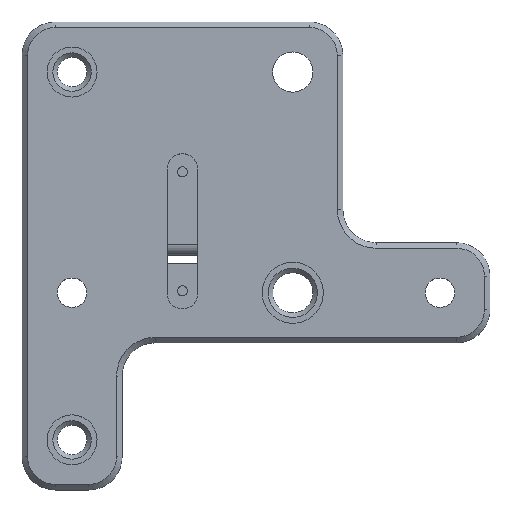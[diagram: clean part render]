
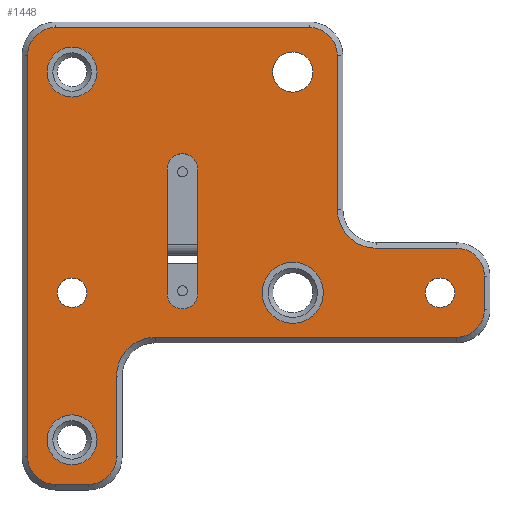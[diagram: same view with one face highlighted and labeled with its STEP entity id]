
A CAD part, top view. The second image highlights one B-rep face of the part: STEP entity #1448.
In plain terms, the highlighted planar face has unit normal (0, 0, 1).
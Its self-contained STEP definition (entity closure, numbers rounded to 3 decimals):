
#52=FACE_BOUND('',#289,.T.);
#53=FACE_BOUND('',#290,.T.);
#54=FACE_BOUND('',#291,.T.);
#55=FACE_BOUND('',#292,.T.);
#56=FACE_BOUND('',#293,.T.);
#57=FACE_BOUND('',#294,.T.);
#58=FACE_BOUND('',#295,.T.);
#97=PLANE('',#1627);
#185=FACE_OUTER_BOUND('',#288,.T.);
#288=EDGE_LOOP('',(#1306,#1307,#1308,#1309,#1310,#1311,#1312,#1313,#1314,
#1315,#1316,#1317,#1318,#1319,#1320,#1321));
#289=EDGE_LOOP('',(#1322,#1323,#1324,#1325));
#290=EDGE_LOOP('',(#1326));
#291=EDGE_LOOP('',(#1327));
#292=EDGE_LOOP('',(#1328));
#293=EDGE_LOOP('',(#1329));
#294=EDGE_LOOP('',(#1330));
#295=EDGE_LOOP('',(#1331));
#305=LINE('',#2110,#427);
#308=LINE('',#2119,#430);
#385=LINE('',#2401,#507);
#389=LINE('',#2413,#511);
#393=LINE('',#2425,#515);
#397=LINE('',#2437,#519);
#401=LINE('',#2448,#523);
#405=LINE('',#2457,#527);
#408=LINE('',#2465,#530);
#411=LINE('',#2473,#533);
#427=VECTOR('',#1651,10.);
#430=VECTOR('',#1660,10.);
#507=VECTOR('',#1977,10.);
#511=VECTOR('',#1989,10.);
#515=VECTOR('',#2001,10.);
#519=VECTOR('',#2013,10.);
#523=VECTOR('',#2025,10.);
#527=VECTOR('',#2035,10.);
#530=VECTOR('',#2044,10.);
#533=VECTOR('',#2053,10.);
#541=CIRCLE('',#1465,2.75);
#549=CIRCLE('',#1477,2.75);
#557=CIRCLE('',#1497,2.65);
#562=CIRCLE('',#1505,3.62);
#567=CIRCLE('',#1513,2.65);
#583=CIRCLE('',#1542,4.5);
#584=CIRCLE('',#1544,5.5);
#585=CIRCLE('',#1546,4.5);
#607=CIRCLE('',#1595,5.);
#609=CIRCLE('',#1599,5.);
#611=CIRCLE('',#1603,5.);
#613=CIRCLE('',#1607,7.);
#614=CIRCLE('',#1610,5.);
#615=CIRCLE('',#1613,5.);
#616=CIRCLE('',#1616,7.);
#617=CIRCLE('',#1619,5.);
#618=VERTEX_POINT('',#2085);
#619=VERTEX_POINT('',#2086);
#629=VERTEX_POINT('',#2108);
#632=VERTEX_POINT('',#2118);
#646=VERTEX_POINT('',#2170);
#651=VERTEX_POINT('',#2185);
#656=VERTEX_POINT('',#2200);
#672=VERTEX_POINT('',#2255);
#673=VERTEX_POINT('',#2259);
#674=VERTEX_POINT('',#2263);
#716=VERTEX_POINT('',#2398);
#717=VERTEX_POINT('',#2400);
#719=VERTEX_POINT('',#2406);
#721=VERTEX_POINT('',#2411);
#723=VERTEX_POINT('',#2418);
#725=VERTEX_POINT('',#2423);
#727=VERTEX_POINT('',#2430);
#729=VERTEX_POINT('',#2435);
#731=VERTEX_POINT('',#2442);
#732=VERTEX_POINT('',#2446);
#733=VERTEX_POINT('',#2451);
#734=VERTEX_POINT('',#2455);
#735=VERTEX_POINT('',#2459);
#736=VERTEX_POINT('',#2463);
#737=VERTEX_POINT('',#2467);
#738=VERTEX_POINT('',#2471);
#739=EDGE_CURVE('',#618,#619,#541,.T.);
#751=EDGE_CURVE('',#618,#629,#305,.T.);
#755=EDGE_CURVE('',#632,#619,#308,.T.);
#764=EDGE_CURVE('',#632,#629,#549,.T.);
#780=EDGE_CURVE('',#646,#646,#557,.T.);
#787=EDGE_CURVE('',#651,#651,#562,.T.);
#794=EDGE_CURVE('',#656,#656,#567,.T.);
#820=EDGE_CURVE('',#672,#672,#583,.T.);
#822=EDGE_CURVE('',#673,#673,#584,.T.);
#824=EDGE_CURVE('',#674,#674,#585,.T.);
#892=EDGE_CURVE('',#716,#717,#385,.T.);
#896=EDGE_CURVE('',#719,#716,#607,.T.);
#898=EDGE_CURVE('',#721,#719,#389,.T.);
#902=EDGE_CURVE('',#723,#721,#609,.T.);
#904=EDGE_CURVE('',#725,#723,#393,.T.);
#908=EDGE_CURVE('',#727,#725,#611,.T.);
#910=EDGE_CURVE('',#729,#727,#397,.T.);
#914=EDGE_CURVE('',#731,#729,#613,.T.);
#916=EDGE_CURVE('',#732,#731,#401,.T.);
#919=EDGE_CURVE('',#733,#732,#614,.T.);
#921=EDGE_CURVE('',#734,#733,#405,.T.);
#923=EDGE_CURVE('',#735,#734,#615,.T.);
#925=EDGE_CURVE('',#736,#735,#408,.T.);
#927=EDGE_CURVE('',#737,#736,#616,.T.);
#929=EDGE_CURVE('',#738,#737,#411,.T.);
#930=EDGE_CURVE('',#717,#738,#617,.T.);
#1306=ORIENTED_EDGE('',*,*,#892,.F.);
#1307=ORIENTED_EDGE('',*,*,#896,.F.);
#1308=ORIENTED_EDGE('',*,*,#898,.F.);
#1309=ORIENTED_EDGE('',*,*,#902,.F.);
#1310=ORIENTED_EDGE('',*,*,#904,.F.);
#1311=ORIENTED_EDGE('',*,*,#908,.F.);
#1312=ORIENTED_EDGE('',*,*,#910,.F.);
#1313=ORIENTED_EDGE('',*,*,#914,.F.);
#1314=ORIENTED_EDGE('',*,*,#916,.F.);
#1315=ORIENTED_EDGE('',*,*,#919,.F.);
#1316=ORIENTED_EDGE('',*,*,#921,.F.);
#1317=ORIENTED_EDGE('',*,*,#923,.F.);
#1318=ORIENTED_EDGE('',*,*,#925,.F.);
#1319=ORIENTED_EDGE('',*,*,#927,.F.);
#1320=ORIENTED_EDGE('',*,*,#929,.F.);
#1321=ORIENTED_EDGE('',*,*,#930,.F.);
#1322=ORIENTED_EDGE('',*,*,#755,.T.);
#1323=ORIENTED_EDGE('',*,*,#739,.F.);
#1324=ORIENTED_EDGE('',*,*,#751,.T.);
#1325=ORIENTED_EDGE('',*,*,#764,.F.);
#1326=ORIENTED_EDGE('',*,*,#820,.T.);
#1327=ORIENTED_EDGE('',*,*,#822,.T.);
#1328=ORIENTED_EDGE('',*,*,#824,.T.);
#1329=ORIENTED_EDGE('',*,*,#787,.T.);
#1330=ORIENTED_EDGE('',*,*,#794,.T.);
#1331=ORIENTED_EDGE('',*,*,#780,.T.);
#1448=ADVANCED_FACE('',(#185,#52,#53,#54,#55,#56,#57,#58),#97,.T.);
#1465=AXIS2_PLACEMENT_3D('',#2087,#1633,#1634);
#1477=AXIS2_PLACEMENT_3D('',#2135,#1674,#1675);
#1497=AXIS2_PLACEMENT_3D('',#2171,#1722,#1723);
#1505=AXIS2_PLACEMENT_3D('',#2186,#1740,#1741);
#1513=AXIS2_PLACEMENT_3D('',#2201,#1758,#1759);
#1542=AXIS2_PLACEMENT_3D('',#2256,#1826,#1827);
#1544=AXIS2_PLACEMENT_3D('',#2260,#1831,#1832);
#1546=AXIS2_PLACEMENT_3D('',#2264,#1836,#1837);
#1595=AXIS2_PLACEMENT_3D('',#2408,#1984,#1985);
#1599=AXIS2_PLACEMENT_3D('',#2420,#1996,#1997);
#1603=AXIS2_PLACEMENT_3D('',#2432,#2008,#2009);
#1607=AXIS2_PLACEMENT_3D('',#2444,#2020,#2021);
#1610=AXIS2_PLACEMENT_3D('',#2453,#2030,#2031);
#1613=AXIS2_PLACEMENT_3D('',#2461,#2039,#2040);
#1616=AXIS2_PLACEMENT_3D('',#2469,#2048,#2049);
#1619=AXIS2_PLACEMENT_3D('',#2475,#2056,#2057);
#1627=AXIS2_PLACEMENT_3D('',#2490,#2079,#2080);
#1633=DIRECTION('center_axis',(0.,0.,1.));
#1634=DIRECTION('ref_axis',(-1.,0.,0.));
#1651=DIRECTION('',(0.,1.,0.));
#1660=DIRECTION('',(0.,-1.,0.));
#1674=DIRECTION('center_axis',(0.,0.,1.));
#1675=DIRECTION('ref_axis',(-1.,0.,0.));
#1722=DIRECTION('center_axis',(0.,0.,-1.));
#1723=DIRECTION('ref_axis',(1.,0.,0.));
#1740=DIRECTION('center_axis',(0.,0.,-1.));
#1741=DIRECTION('ref_axis',(1.,0.,0.));
#1758=DIRECTION('center_axis',(0.,0.,-1.));
#1759=DIRECTION('ref_axis',(1.,0.,0.));
#1826=DIRECTION('center_axis',(0.,0.,-1.));
#1827=DIRECTION('ref_axis',(1.,0.,0.));
#1831=DIRECTION('center_axis',(0.,0.,-1.));
#1832=DIRECTION('ref_axis',(1.,0.,0.));
#1836=DIRECTION('center_axis',(0.,0.,-1.));
#1837=DIRECTION('ref_axis',(1.,0.,0.));
#1977=DIRECTION('',(1.,0.,0.));
#1984=DIRECTION('center_axis',(0.,0.,-1.));
#1985=DIRECTION('ref_axis',(-0.707,0.707,0.));
#1989=DIRECTION('',(0.,1.,0.));
#1996=DIRECTION('center_axis',(0.,0.,-1.));
#1997=DIRECTION('ref_axis',(-0.707,-0.707,0.));
#2001=DIRECTION('',(-1.,0.,0.));
#2008=DIRECTION('center_axis',(0.,0.,-1.));
#2009=DIRECTION('ref_axis',(0.707,-0.707,0.));
#2013=DIRECTION('',(0.,-1.,0.));
#2020=DIRECTION('center_axis',(0.,0.,1.));
#2021=DIRECTION('ref_axis',(-0.707,0.707,0.));
#2025=DIRECTION('',(-1.,0.,0.));
#2030=DIRECTION('center_axis',(0.,0.,-1.));
#2031=DIRECTION('ref_axis',(0.707,-0.707,0.));
#2035=DIRECTION('',(0.,-1.,0.));
#2039=DIRECTION('center_axis',(0.,0.,-1.));
#2040=DIRECTION('ref_axis',(0.707,0.707,0.));
#2044=DIRECTION('',(1.,0.,0.));
#2048=DIRECTION('center_axis',(0.,0.,1.));
#2049=DIRECTION('ref_axis',(-0.707,-0.707,0.));
#2053=DIRECTION('',(0.,-1.,0.));
#2056=DIRECTION('center_axis',(0.,0.,-1.));
#2057=DIRECTION('ref_axis',(0.707,0.707,0.));
#2079=DIRECTION('center_axis',(0.,0.,1.));
#2080=DIRECTION('ref_axis',(1.,0.,0.));
#2085=CARTESIAN_POINT('',(-2.75,-20.,8.));
#2086=CARTESIAN_POINT('',(2.75,-20.,8.));
#2087=CARTESIAN_POINT('Origin',(0.,-20.,8.));
#2108=CARTESIAN_POINT('',(-2.75,2.4,8.));
#2110=CARTESIAN_POINT('',(-2.75,-17.867,8.));
#2118=CARTESIAN_POINT('',(2.75,2.4,8.));
#2119=CARTESIAN_POINT('',(2.75,-4.167,8.));
#2135=CARTESIAN_POINT('Origin',(0.,2.4,8.));
#2170=CARTESIAN_POINT('',(-22.5,-19.85,8.));
#2171=CARTESIAN_POINT('Origin',(-19.85,-19.85,8.));
#2185=CARTESIAN_POINT('',(16.23,19.85,8.));
#2186=CARTESIAN_POINT('Origin',(19.85,19.85,8.));
#2200=CARTESIAN_POINT('',(43.667,-19.85,8.));
#2201=CARTESIAN_POINT('Origin',(46.317,-19.85,8.));
#2255=CARTESIAN_POINT('',(-24.35,19.85,8.));
#2256=CARTESIAN_POINT('Origin',(-19.85,19.85,8.));
#2259=CARTESIAN_POINT('',(14.35,-19.85,8.));
#2260=CARTESIAN_POINT('Origin',(19.85,-19.85,8.));
#2263=CARTESIAN_POINT('',(-24.35,-46.317,8.));
#2264=CARTESIAN_POINT('Origin',(-19.85,-46.317,8.));
#2398=CARTESIAN_POINT('',(-22.85,27.85,8.));
#2400=CARTESIAN_POINT('',(22.85,27.85,8.));
#2401=CARTESIAN_POINT('',(21.042,27.85,8.));
#2406=CARTESIAN_POINT('',(-27.85,22.85,8.));
#2408=CARTESIAN_POINT('Origin',(-22.85,22.85,8.));
#2411=CARTESIAN_POINT('',(-27.85,-49.317,8.));
#2413=CARTESIAN_POINT('',(-27.85,7.808,8.));
#2418=CARTESIAN_POINT('',(-22.85,-54.317,8.));
#2420=CARTESIAN_POINT('Origin',(-22.85,-49.317,8.));
#2423=CARTESIAN_POINT('',(-16.85,-54.317,8.));
#2425=CARTESIAN_POINT('',(-7.808,-54.317,8.));
#2430=CARTESIAN_POINT('',(-11.85,-49.317,8.));
#2432=CARTESIAN_POINT('Origin',(-16.85,-49.317,8.));
#2435=CARTESIAN_POINT('',(-11.85,-34.85,8.));
#2437=CARTESIAN_POINT('',(-11.85,-34.275,8.));
#2442=CARTESIAN_POINT('',(-4.85,-27.85,8.));
#2444=CARTESIAN_POINT('Origin',(-4.85,-34.85,8.));
#2446=CARTESIAN_POINT('',(49.317,-27.85,8.));
#2448=CARTESIAN_POINT('',(1.192,-27.85,8.));
#2451=CARTESIAN_POINT('',(54.317,-22.85,8.));
#2453=CARTESIAN_POINT('Origin',(49.317,-22.85,8.));
#2455=CARTESIAN_POINT('',(54.317,-16.85,8.));
#2457=CARTESIAN_POINT('',(54.317,-21.042,8.));
#2459=CARTESIAN_POINT('',(49.317,-11.85,8.));
#2461=CARTESIAN_POINT('Origin',(49.317,-16.85,8.));
#2463=CARTESIAN_POINT('',(34.85,-11.85,8.));
#2465=CARTESIAN_POINT('',(34.275,-11.85,8.));
#2467=CARTESIAN_POINT('',(27.85,-4.85,8.));
#2469=CARTESIAN_POINT('Origin',(34.85,-4.85,8.));
#2471=CARTESIAN_POINT('',(27.85,22.85,8.));
#2473=CARTESIAN_POINT('',(27.85,-12.042,8.));
#2475=CARTESIAN_POINT('Origin',(22.85,22.85,8.));
#2490=CARTESIAN_POINT('Origin',(13.233,-13.233,8.));
